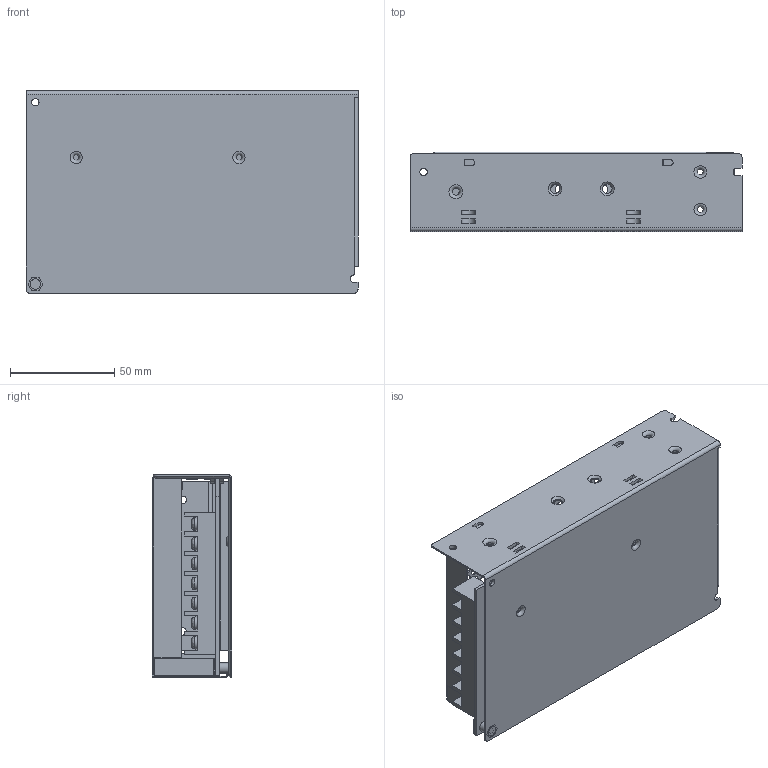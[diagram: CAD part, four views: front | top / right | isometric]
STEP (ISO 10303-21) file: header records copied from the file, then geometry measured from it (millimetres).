
FILE_DESCRIPTION((''),'2;1');
FILE_NAME('RD-85.stp','2019-08-19T14:37:00',('shirley'),(''),'Autodesk Inventor 2010','Autodesk Inventor 2010','');
FILE_SCHEMA(('AUTOMOTIVE_DESIGN { 1 0 10303 214 1 1 1 1 }'));
Length unit declared in the file: millimetre
Products named in the file (6): RD-85; RS-100-CASE-D; CUUU; RS-100-PCB; RS-100-CASE-T; TN-7P
Assembly tree (5 placements, depth 2):
  RD-85
    RS-100-CASE-D
    CUUU
    RS-100-PCB
    RS-100-CASE-T
    TN-7P
Bounding box: 159 x 38 x 97 mm (x, y, z)
Volume: 79272.3 mm3; surface area: 117253.4 mm2
Topology: 5 solids, 5 shells, 1057 faces, 3007 edges, 1918 vertices
Faces by surface type: cylinder 614, plane 376, bspline 50, cone 12, torus 5
Full cylindrical faces by diameter (mm): 2.65 x2, 2.8 x3, 3.5 x4, 4 x1, 4.5 x482, 5 x2, 6 x7
Entity records: 35946 total; most frequent: CARTESIAN_POINT 7386, DIRECTION 5753, ORIENTED_EDGE 4956, EDGE_LOOP 2582, EDGE_CURVE 2478, AXIS2_PLACEMENT_3D 2317, VERTEX_POINT 1898, FACE_BOUND 1525
